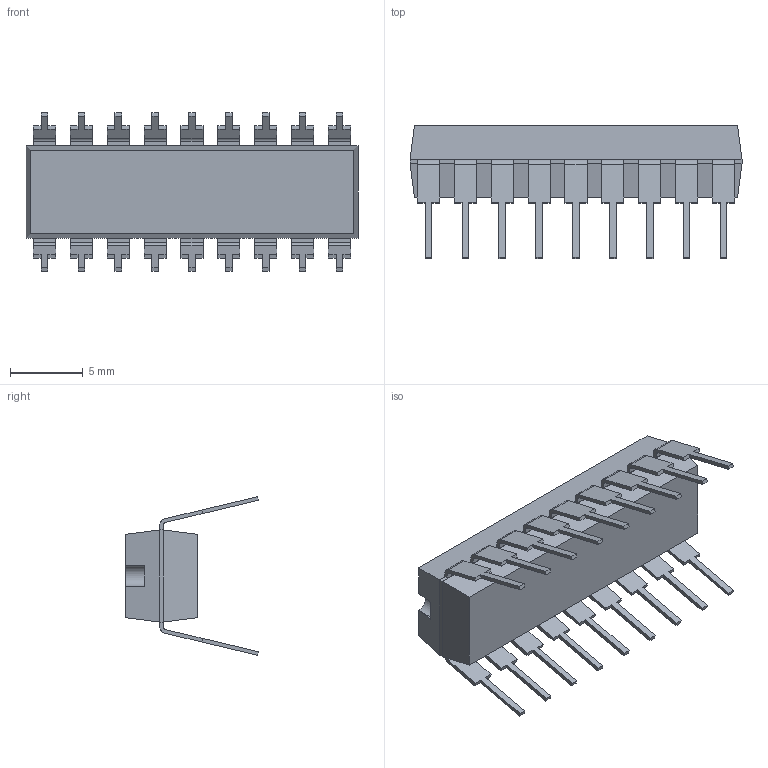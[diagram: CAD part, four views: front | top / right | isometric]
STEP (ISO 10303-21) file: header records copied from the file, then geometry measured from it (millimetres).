
FILE_DESCRIPTION (( 'STEP AP214' ), '1' );
FILE_NAME ('MCP23008-E(slash)P.STEP', '2020-07-03T20:42:41', ( '' ), ( '' ), 'SwSTEP 2.0', 'SolidWorks 2017', '' );
FILE_SCHEMA (( 'AUTOMOTIVE_DESIGN' ));
Length unit declared in the file: inch
Products named in the file (1): MCP23008-E(slash)P
Bounding box: 22.86 x 9.14 x 10.92 mm (x, y, z)
Volume: 707.9 mm3; surface area: 876.6 mm2
Topology: 20 solids, 20 shells, 277 faces, 698 edges, 462 vertices
Faces by surface type: plane 236, cylinder 41
Entity records: 8443 total; most frequent: CARTESIAN_POINT 1438, ORIENTED_EDGE 1396, DIRECTION 1336, EDGE_CURVE 698, LINE 616, VECTOR 616, VERTEX_POINT 462, AXIS2_PLACEMENT_3D 360
